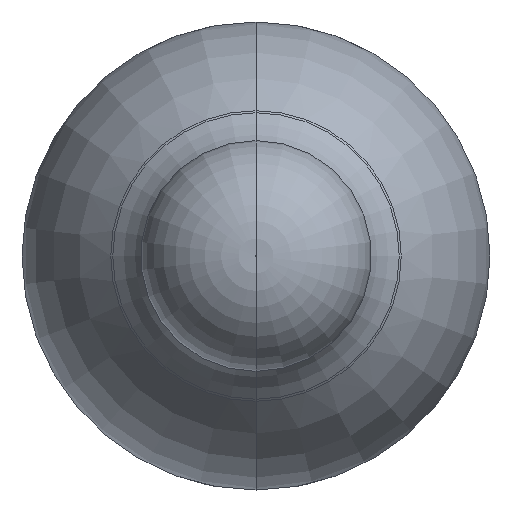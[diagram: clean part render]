
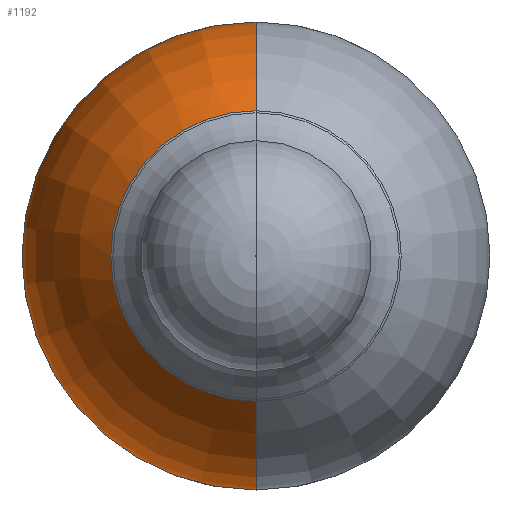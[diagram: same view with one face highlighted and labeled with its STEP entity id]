
A CAD part, left-side view. The second image highlights one B-rep face of the part: STEP entity #1192.
In plain terms, the highlighted toroidal (fillet/blend) face has major radius 0.543 mm and minor radius 2.539 mm.
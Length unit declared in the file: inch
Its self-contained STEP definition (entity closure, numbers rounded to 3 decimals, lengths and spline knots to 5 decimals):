
#50 = EDGE_CURVE ( 'NONE', #923, #854, #564, .T. ) ;
#53 = DIRECTION ( 'NONE',  ( 0., 0., 1. ) ) ;
#69 = DIRECTION ( 'NONE',  ( -1., 0., 0. ) ) ;
#71 = DIRECTION ( 'NONE',  ( 0., 0., 1. ) ) ;
#80 = DIRECTION ( 'NONE',  ( 0., 0., 1. ) ) ;
#229 = AXIS2_PLACEMENT_3D ( 'NONE', #1162, #624, #53 ) ;
#266 = CIRCLE ( 'NONE', #1168, 0.04872 ) ;
#290 = VERTEX_POINT ( 'NONE', #773 ) ;
#362 = DIRECTION ( 'NONE',  ( 0., -1., 0. ) ) ;
#411 = ORIENTED_EDGE ( 'NONE', *, *, #777, .T. ) ;
#434 = CARTESIAN_POINT ( 'NONE',  ( 0.0794, 0., 0.04872 ) ) ;
#441 = DIRECTION ( 'NONE',  ( -1., 0., 0. ) ) ;
#448 = ORIENTED_EDGE ( 'NONE', *, *, #1019, .F. ) ;
#514 = EDGE_LOOP ( 'NONE', ( #969, #411, #448, #1018 ) ) ;
#521 = EDGE_CURVE ( 'NONE', #923, #847, #804, .T. ) ;
#564 = CIRCLE ( 'NONE', #815, 0.09997 ) ;
#621 = CARTESIAN_POINT ( 'NONE',  ( 0.15477, 0., 0.0785 ) ) ;
#624 = DIRECTION ( 'NONE',  ( 0., 1., 0. ) ) ;
#639 = CARTESIAN_POINT ( 'NONE',  ( 0.0794, 0., 0. ) ) ;
#658 = DIRECTION ( 'NONE',  ( -1., 0., 0. ) ) ;
#662 = CARTESIAN_POINT ( 'NONE',  ( 0.15066, 0., -0.02138 ) ) ;
#717 = DIRECTION ( 'NONE',  ( 0., 0., -1. ) ) ;
#738 = DIRECTION ( 'NONE',  ( 0., 0., 1. ) ) ;
#766 = AXIS2_PLACEMENT_3D ( 'NONE', #1193, #658, #80 ) ;
#773 = CARTESIAN_POINT ( 'NONE',  ( 0.0794, 0., -0.04872 ) ) ;
#777 = EDGE_CURVE ( 'NONE', #847, #290, #1116, .T. ) ;
#795 = FACE_OUTER_BOUND ( 'NONE', #514, .T. ) ;
#798 = CARTESIAN_POINT ( 'NONE',  ( 0.15477, 0., -0.0785 ) ) ;
#804 = CIRCLE ( 'NONE', #766, 0.0785 ) ;
#815 = AXIS2_PLACEMENT_3D ( 'NONE', #662, #362, #717 ) ;
#826 = TOROIDAL_SURFACE ( 'NONE', #940, -0.02138, 0.09997 ) ;
#847 = VERTEX_POINT ( 'NONE', #798 ) ;
#854 = VERTEX_POINT ( 'NONE', #434 ) ;
#923 = VERTEX_POINT ( 'NONE', #621 ) ;
#940 = AXIS2_PLACEMENT_3D ( 'NONE', #1179, #441, #71 ) ;
#969 = ORIENTED_EDGE ( 'NONE', *, *, #521, .T. ) ;
#1018 = ORIENTED_EDGE ( 'NONE', *, *, #50, .F. ) ;
#1019 = EDGE_CURVE ( 'NONE', #854, #290, #266, .T. ) ;
#1116 = CIRCLE ( 'NONE', #229, 0.09997 ) ;
#1162 = CARTESIAN_POINT ( 'NONE',  ( 0.15066, 0., 0.02138 ) ) ;
#1168 = AXIS2_PLACEMENT_3D ( 'NONE', #639, #69, #738 ) ;
#1179 = CARTESIAN_POINT ( 'NONE',  ( 0.15066, 0., 0. ) ) ;
#1192 = ADVANCED_FACE ( 'NONE', ( #795 ), #826, .T. ) ;
#1193 = CARTESIAN_POINT ( 'NONE',  ( 0.15477, 0., 0. ) ) ;
